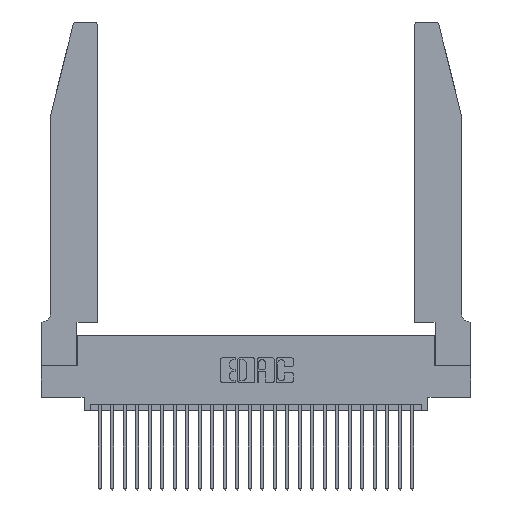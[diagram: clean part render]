
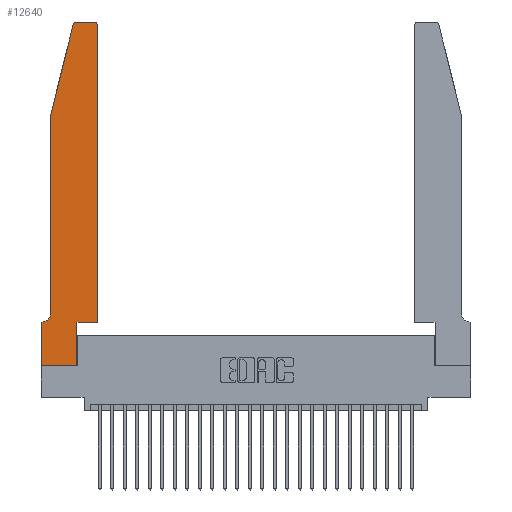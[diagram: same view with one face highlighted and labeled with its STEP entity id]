
A CAD part, top view. The second image highlights one B-rep face of the part: STEP entity #12640.
In plain terms, the highlighted planar face has unit normal (0, 0, 1).
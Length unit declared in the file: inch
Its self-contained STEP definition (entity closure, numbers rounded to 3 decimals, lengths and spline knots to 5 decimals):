
#464 = VECTOR ( 'NONE', #5211, 39.37008 ) ;
#747 = VERTEX_POINT ( 'NONE', #4179 ) ;
#929 = AXIS2_PLACEMENT_3D ( 'NONE', #14089, #7669, #9708 ) ;
#986 = CARTESIAN_POINT ( 'NONE',  ( 0., 0.35, 0.37 ) ) ;
#1075 = VERTEX_POINT ( 'NONE', #26063 ) ;
#1452 = EDGE_CURVE ( 'NONE', #17925, #1075, #24104, .T. ) ;
#1601 = CARTESIAN_POINT ( 'NONE',  ( 0.25487, 2.72718, 0.37 ) ) ;
#1642 = VERTEX_POINT ( 'NONE', #11702 ) ;
#2040 = CARTESIAN_POINT ( 'NONE',  ( 0.284, 2.72, 0.37 ) ) ;
#2054 = AXIS2_PLACEMENT_3D ( 'NONE', #2040, #6852, #24362 ) ;
#2204 = CARTESIAN_POINT ( 'NONE',  ( 0.4505, 0.35, 0.37 ) ) ;
#2245 = CARTESIAN_POINT ( 'NONE',  ( 0.2865, 0.35, 0.37 ) ) ;
#2592 = LINE ( 'NONE', #2245, #12871 ) ;
#2709 = LINE ( 'NONE', #21251, #7653 ) ;
#3095 = VERTEX_POINT ( 'NONE', #10602 ) ;
#3680 = VERTEX_POINT ( 'NONE', #27382 ) ;
#3692 = ORIENTED_EDGE ( 'NONE', *, *, #12048, .T. ) ;
#3841 = AXIS2_PLACEMENT_3D ( 'NONE', #986, #15815, #5229 ) ;
#4040 = CIRCLE ( 'NONE', #2054, 0.03 ) ;
#4174 = VERTEX_POINT ( 'NONE', #4425 ) ;
#4179 = CARTESIAN_POINT ( 'NONE',  ( 0.284, 2.75, 0.37 ) ) ;
#4425 = CARTESIAN_POINT ( 'NONE',  ( 0.2865, 0.35, 0.37 ) ) ;
#4786 = VECTOR ( 'NONE', #13544, 39.37008 ) ;
#5211 = DIRECTION ( 'NONE',  ( 1., 0., 0. ) ) ;
#5229 = DIRECTION ( 'NONE',  ( 1., 0., 0. ) ) ;
#5304 = CARTESIAN_POINT ( 'NONE',  ( 0.0755, 2., 0.37 ) ) ;
#6074 = LINE ( 'NONE', #6809, #464 ) ;
#6451 = EDGE_CURVE ( 'NONE', #10610, #747, #12917, .T. ) ;
#6809 = CARTESIAN_POINT ( 'NONE',  ( 0., 0., 0.37 ) ) ;
#6852 = DIRECTION ( 'NONE',  ( 0., 0., 1. ) ) ;
#6898 = CIRCLE ( 'NONE', #929, 0.07 ) ;
#7190 = VECTOR ( 'NONE', #9255, 39.37008 ) ;
#7468 = VERTEX_POINT ( 'NONE', #22509 ) ;
#7540 = CARTESIAN_POINT ( 'NONE',  ( 0.4505, 0.35, 0.37 ) ) ;
#7551 = EDGE_CURVE ( 'NONE', #3095, #1642, #6898, .T. ) ;
#7653 = VECTOR ( 'NONE', #18858, 39.37008 ) ;
#7669 = DIRECTION ( 'NONE',  ( 0., 0., -1. ) ) ;
#8328 = CARTESIAN_POINT ( 'NONE',  ( 0.4205, 2.75, 0.37 ) ) ;
#8385 = AXIS2_PLACEMENT_3D ( 'NONE', #25266, #25369, #12637 ) ;
#8654 = DIRECTION ( 'NONE',  ( -1., 0., 0. ) ) ;
#8893 = ORIENTED_EDGE ( 'NONE', *, *, #24380, .T. ) ;
#9255 = DIRECTION ( 'NONE',  ( 0., -1., 0. ) ) ;
#9364 = VERTEX_POINT ( 'NONE', #22998 ) ;
#9466 = PLANE ( 'NONE',  #3841 ) ;
#9708 = DIRECTION ( 'NONE',  ( -1., 0., 0. ) ) ;
#9792 = VERTEX_POINT ( 'NONE', #7540 ) ;
#10362 = EDGE_CURVE ( 'NONE', #20873, #7468, #18362, .T. ) ;
#10458 = DIRECTION ( 'NONE',  ( 0., 1., 0. ) ) ;
#10602 = CARTESIAN_POINT ( 'NONE',  ( 0.0755, 0.42, 0.37 ) ) ;
#10610 = VERTEX_POINT ( 'NONE', #8328 ) ;
#10658 = EDGE_CURVE ( 'NONE', #1075, #9364, #6074, .T. ) ;
#10985 = ORIENTED_EDGE ( 'NONE', *, *, #20043, .T. ) ;
#11702 = CARTESIAN_POINT ( 'NONE',  ( 0.0055, 0.35, 0.37 ) ) ;
#11937 = LINE ( 'NONE', #2204, #26589 ) ;
#11967 = ORIENTED_EDGE ( 'NONE', *, *, #1452, .T. ) ;
#12048 = EDGE_CURVE ( 'NONE', #747, #20873, #4040, .T. ) ;
#12620 = ORIENTED_EDGE ( 'NONE', *, *, #19031, .T. ) ;
#12637 = DIRECTION ( 'NONE',  ( 1., 0., 0. ) ) ;
#12640 = ADVANCED_FACE ( 'NONE', ( #14272 ), #9466, .T. ) ;
#12871 = VECTOR ( 'NONE', #10458, 39.37008 ) ;
#12917 = LINE ( 'NONE', #14287, #25554 ) ;
#13261 = ORIENTED_EDGE ( 'NONE', *, *, #21533, .T. ) ;
#13375 = LINE ( 'NONE', #19055, #22664 ) ;
#13386 = EDGE_CURVE ( 'NONE', #9364, #4174, #2592, .T. ) ;
#13430 = LINE ( 'NONE', #22921, #21369 ) ;
#13516 = ORIENTED_EDGE ( 'NONE', *, *, #10362, .T. ) ;
#13544 = DIRECTION ( 'NONE',  ( -0.239, -0.971, 0. ) ) ;
#13646 = CIRCLE ( 'NONE', #8385, 0.03 ) ;
#14089 = CARTESIAN_POINT ( 'NONE',  ( 0.0055, 0.42, 0.37 ) ) ;
#14272 = FACE_OUTER_BOUND ( 'NONE', #22169, .T. ) ;
#14287 = CARTESIAN_POINT ( 'NONE',  ( 0.2605, 2.75, 0.37 ) ) ;
#14469 = DIRECTION ( 'NONE',  ( -1., 0., 0. ) ) ;
#15699 = CARTESIAN_POINT ( 'NONE',  ( 0., 0.35, 0.37 ) ) ;
#15815 = DIRECTION ( 'NONE',  ( 0., 0., 1. ) ) ;
#17052 = EDGE_CURVE ( 'NONE', #4174, #9792, #2709, .T. ) ;
#17060 = DIRECTION ( 'NONE',  ( 0., 1., 0. ) ) ;
#17925 = VERTEX_POINT ( 'NONE', #15699 ) ;
#18362 = LINE ( 'NONE', #5304, #4786 ) ;
#18858 = DIRECTION ( 'NONE',  ( 1., 0., 0. ) ) ;
#19031 = EDGE_CURVE ( 'NONE', #7468, #3095, #13430, .T. ) ;
#19055 = CARTESIAN_POINT ( 'NONE',  ( 0.0755, 0.35, 0.37 ) ) ;
#19110 = ORIENTED_EDGE ( 'NONE', *, *, #10658, .T. ) ;
#20043 = EDGE_CURVE ( 'NONE', #1642, #17925, #13375, .T. ) ;
#20873 = VERTEX_POINT ( 'NONE', #1601 ) ;
#21251 = CARTESIAN_POINT ( 'NONE',  ( 0.4505, 0.35, 0.37 ) ) ;
#21369 = VECTOR ( 'NONE', #22724, 39.37008 ) ;
#21533 = EDGE_CURVE ( 'NONE', #3680, #10610, #13646, .T. ) ;
#22169 = EDGE_LOOP ( 'NONE', ( #26105, #3692, #13516, #12620, #25597, #10985, #11967, #19110, #23986, #24478, #8893, #13261 ) ) ;
#22509 = CARTESIAN_POINT ( 'NONE',  ( 0.0755, 2., 0.37 ) ) ;
#22664 = VECTOR ( 'NONE', #8654, 39.37008 ) ;
#22724 = DIRECTION ( 'NONE',  ( 0., -1., 0. ) ) ;
#22921 = CARTESIAN_POINT ( 'NONE',  ( 0.0755, 2., 0.37 ) ) ;
#22998 = CARTESIAN_POINT ( 'NONE',  ( 0.2865, 0., 0.37 ) ) ;
#23986 = ORIENTED_EDGE ( 'NONE', *, *, #13386, .T. ) ;
#24104 = LINE ( 'NONE', #25801, #7190 ) ;
#24362 = DIRECTION ( 'NONE',  ( 1., 0., 0. ) ) ;
#24380 = EDGE_CURVE ( 'NONE', #9792, #3680, #11937, .T. ) ;
#24478 = ORIENTED_EDGE ( 'NONE', *, *, #17052, .T. ) ;
#25266 = CARTESIAN_POINT ( 'NONE',  ( 0.4205, 2.72, 0.37 ) ) ;
#25369 = DIRECTION ( 'NONE',  ( 0., 0., 1. ) ) ;
#25554 = VECTOR ( 'NONE', #14469, 39.37008 ) ;
#25597 = ORIENTED_EDGE ( 'NONE', *, *, #7551, .T. ) ;
#25801 = CARTESIAN_POINT ( 'NONE',  ( 0., 0., 0.37 ) ) ;
#26063 = CARTESIAN_POINT ( 'NONE',  ( 0., 0., 0.37 ) ) ;
#26105 = ORIENTED_EDGE ( 'NONE', *, *, #6451, .T. ) ;
#26589 = VECTOR ( 'NONE', #17060, 39.37008 ) ;
#27382 = CARTESIAN_POINT ( 'NONE',  ( 0.4505, 2.72, 0.37 ) ) ;
